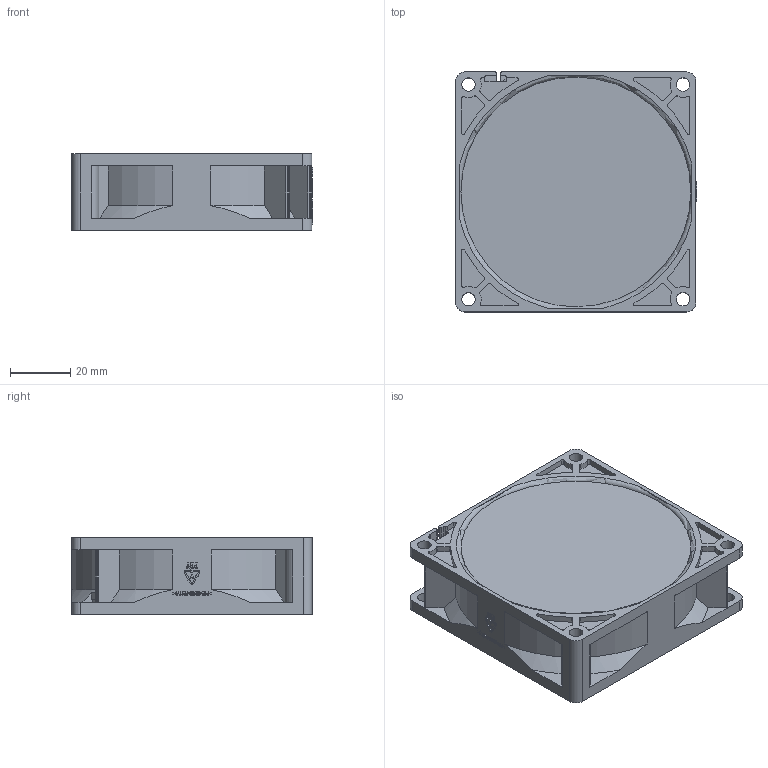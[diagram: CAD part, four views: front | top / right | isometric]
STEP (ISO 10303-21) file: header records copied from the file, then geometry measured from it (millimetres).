
FILE_DESCRIPTION (( 'STEP AP203' ), '1' );
FILE_NAME ('QFR0812GJ-00P0_3D.STEP', '2021-09-13T00:56:46', ( '' ), ( '' ), 'SwSTEP 2.0', 'SolidWorks 2016', '' );
FILE_SCHEMA (( 'CONFIG_CONTROL_DESIGN' ));
Length unit declared in the file: millimetre
Products named in the file (1): QFR0812GJ-00P0_3D
Bounding box: 80.5 x 80 x 25.4 mm (x, y, z)
Volume: 131793.7 mm3; surface area: 27049.9 mm2
Topology: 2 solids, 2 shells, 831 faces, 2253 edges, 1493 vertices
Faces by surface type: plane 473, cylinder 219, bspline 109, cone 17, torus 8, sphere 5
Entity records: 36872 total; most frequent: CARTESIAN_POINT 16349, ORIENTED_EDGE 4498, DIRECTION 3850, EDGE_CURVE 2249, VERTEX_POINT 1491, LINE 1450, VECTOR 1450, AXIS2_PLACEMENT_3D 1200
